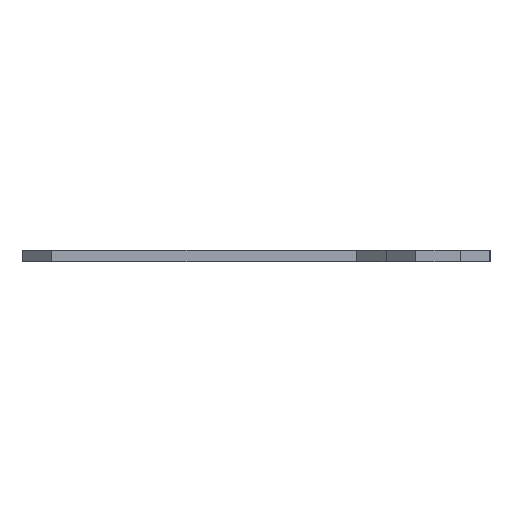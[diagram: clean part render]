
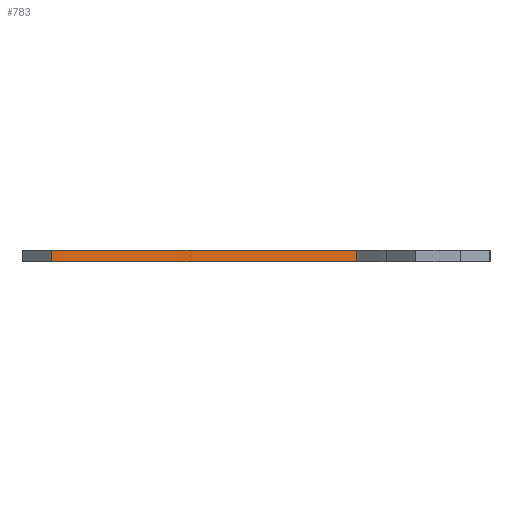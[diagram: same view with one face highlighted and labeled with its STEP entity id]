
A CAD part, left-side view. The second image highlights one B-rep face of the part: STEP entity #783.
In plain terms, the highlighted planar face has unit normal (-1, 0, 0).
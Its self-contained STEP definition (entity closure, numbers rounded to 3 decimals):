
#121=FACE_OUTER_BOUND('',#171,.T.);
#171=EDGE_LOOP('',(#599,#600,#601,#602));
#224=LINE('',#1169,#288);
#245=LINE('',#1242,#309);
#246=LINE('',#1245,#310);
#247=LINE('',#1246,#311);
#288=VECTOR('',#930,10.);
#309=VECTOR('',#997,10.);
#310=VECTOR('',#1000,10.);
#311=VECTOR('',#1001,10.);
#350=VERTEX_POINT('',#1166);
#351=VERTEX_POINT('',#1168);
#380=VERTEX_POINT('',#1240);
#381=VERTEX_POINT('',#1244);
#432=EDGE_CURVE('',#351,#350,#224,.T.);
#469=EDGE_CURVE('',#351,#380,#245,.T.);
#470=EDGE_CURVE('',#381,#350,#246,.T.);
#471=EDGE_CURVE('',#380,#381,#247,.T.);
#599=ORIENTED_EDGE('',*,*,#469,.F.);
#600=ORIENTED_EDGE('',*,*,#432,.T.);
#601=ORIENTED_EDGE('',*,*,#470,.F.);
#602=ORIENTED_EDGE('',*,*,#471,.F.);
#765=PLANE('',#853);
#783=ADVANCED_FACE('',(#121),#765,.T.);
#853=AXIS2_PLACEMENT_3D('',#1243,#998,#999);
#930=DIRECTION('',(0.,-1.,0.));
#997=DIRECTION('',(0.,0.,1.));
#998=DIRECTION('center_axis',(-1.,0.,0.));
#999=DIRECTION('ref_axis',(0.,-1.,0.));
#1000=DIRECTION('',(0.,0.,-1.));
#1001=DIRECTION('',(0.,-1.,0.));
#1166=CARTESIAN_POINT('',(-4.387,-39.681,0.));
#1168=CARTESIAN_POINT('',(-4.387,1.369,0.));
#1169=CARTESIAN_POINT('',(-4.387,5.369,0.));
#1240=CARTESIAN_POINT('',(-4.387,1.369,1.6));
#1242=CARTESIAN_POINT('',(-4.387,1.369,0.));
#1243=CARTESIAN_POINT('Origin',(-4.387,5.369,0.));
#1244=CARTESIAN_POINT('',(-4.387,-39.681,1.6));
#1245=CARTESIAN_POINT('',(-4.387,-39.681,0.));
#1246=CARTESIAN_POINT('',(-4.387,5.369,1.6));
